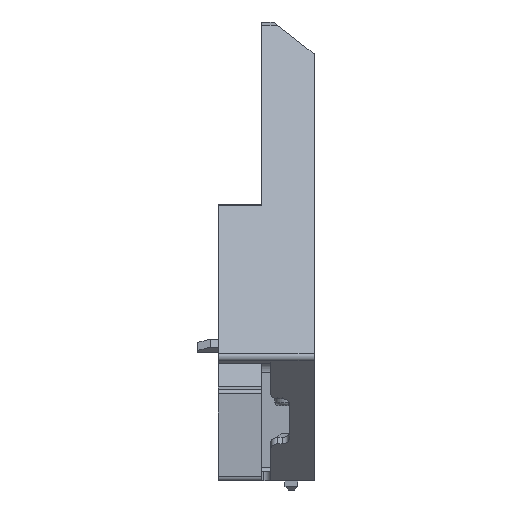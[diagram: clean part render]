
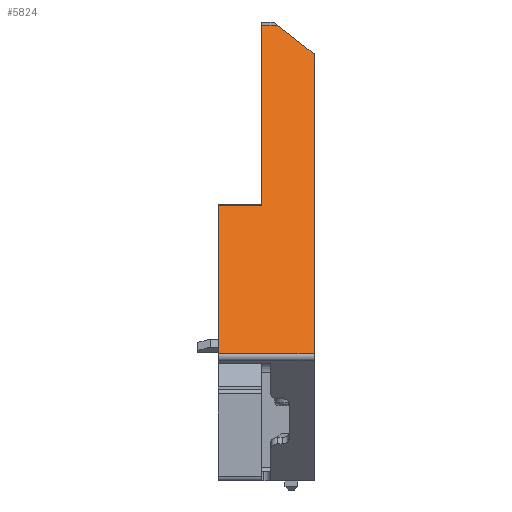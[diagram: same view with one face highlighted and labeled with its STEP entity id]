
A CAD part, left-side view. The second image highlights one B-rep face of the part: STEP entity #5824.
In plain terms, the highlighted planar face has unit normal (-0.707, 0, 0.707).
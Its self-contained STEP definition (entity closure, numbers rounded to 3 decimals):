
#502=FACE_OUTER_BOUND('',#863,.T.);
#863=EDGE_LOOP('',(#4898,#4899,#4900,#4901,#4902,#4903,#4904));
#1361=LINE('',#8557,#1842);
#1387=LINE('',#8647,#1868);
#1392=LINE('',#8657,#1873);
#1400=LINE('',#8696,#1881);
#1542=LINE('',#9598,#2023);
#1723=LINE('',#10520,#2204);
#1724=LINE('',#10522,#2205);
#1842=VECTOR('',#6679,93.);
#1868=VECTOR('',#6745,12.028);
#1873=VECTOR('',#6752,3.409);
#1881=VECTOR('',#6776,55.953);
#2023=VECTOR('',#7182,45.947);
#2204=VECTOR('',#7911,9.5);
#2205=VECTOR('',#7914,21.);
#2323=VERTEX_POINT('',#8554);
#2324=VERTEX_POINT('',#8556);
#2368=VERTEX_POINT('',#8645);
#2371=VERTEX_POINT('',#8654);
#2387=VERTEX_POINT('',#8694);
#2604=VERTEX_POINT('',#9595);
#2605=VERTEX_POINT('',#9597);
#2870=EDGE_CURVE('',#2324,#2323,#1361,.T.);
#2915=EDGE_CURVE('',#2323,#2368,#1387,.T.);
#2920=EDGE_CURVE('',#2368,#2371,#1392,.T.);
#2936=EDGE_CURVE('',#2387,#2371,#1400,.T.);
#3187=EDGE_CURVE('',#2604,#2605,#1542,.T.);
#3493=EDGE_CURVE('',#2387,#2605,#1723,.T.);
#3494=EDGE_CURVE('',#2604,#2324,#1724,.T.);
#4898=ORIENTED_EDGE('',*,*,#3187,.F.);
#4899=ORIENTED_EDGE('',*,*,#3494,.T.);
#4900=ORIENTED_EDGE('',*,*,#2870,.T.);
#4901=ORIENTED_EDGE('',*,*,#2915,.T.);
#4902=ORIENTED_EDGE('',*,*,#2920,.T.);
#4903=ORIENTED_EDGE('',*,*,#2936,.F.);
#4904=ORIENTED_EDGE('',*,*,#3493,.T.);
#5593=PLANE('',#6413);
#5824=ADVANCED_FACE('',(#502),#5593,.T.);
#6413=AXIS2_PLACEMENT_3D('',#10521,#7912,#7913);
#6679=DIRECTION('',(0.707,0.,0.707));
#6745=DIRECTION('',(0.523,0.673,0.523));
#6752=DIRECTION('',(0.,1.,0.));
#6776=DIRECTION('',(0.707,0.,0.707));
#7182=DIRECTION('',(0.707,0.,0.707));
#7911=DIRECTION('',(0.,1.,0.));
#7912=DIRECTION('center_axis',(-0.707,0.,0.707));
#7913=DIRECTION('ref_axis',(0.707,0.,0.707));
#7914=DIRECTION('',(0.,-1.,0.));
#8554=CARTESIAN_POINT('',(-11.243,-11.5,130.179));
#8556=CARTESIAN_POINT('',(-77.004,-11.5,64.418));
#8557=CARTESIAN_POINT('',(-77.004,-11.5,64.418));
#8645=CARTESIAN_POINT('',(-4.95,-3.409,136.472));
#8647=CARTESIAN_POINT('',(-11.243,-11.5,130.179));
#8654=CARTESIAN_POINT('',(-4.95,0.,136.472));
#8657=CARTESIAN_POINT('',(-4.95,-3.409,136.472));
#8694=CARTESIAN_POINT('',(-44.514,0.,96.907));
#8696=CARTESIAN_POINT('',(-44.514,0.,96.907));
#9595=CARTESIAN_POINT('',(-77.004,9.5,64.418));
#9597=CARTESIAN_POINT('',(-44.514,9.5,96.907));
#9598=CARTESIAN_POINT('',(-77.004,9.5,64.418));
#10520=CARTESIAN_POINT('',(-44.514,0.,96.907));
#10521=CARTESIAN_POINT('Origin',(-104.921,0.,36.5));
#10522=CARTESIAN_POINT('',(-77.004,9.5,64.418));
